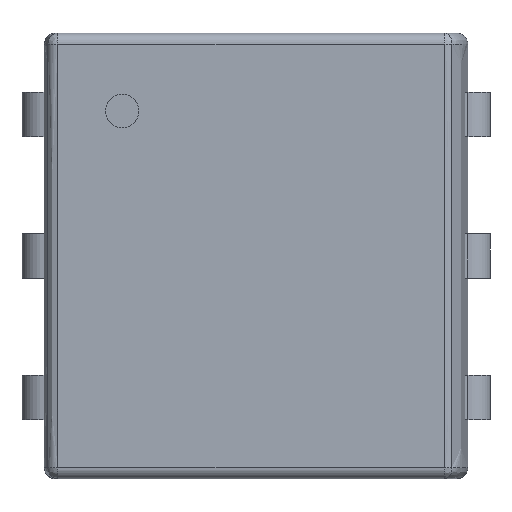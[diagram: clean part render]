
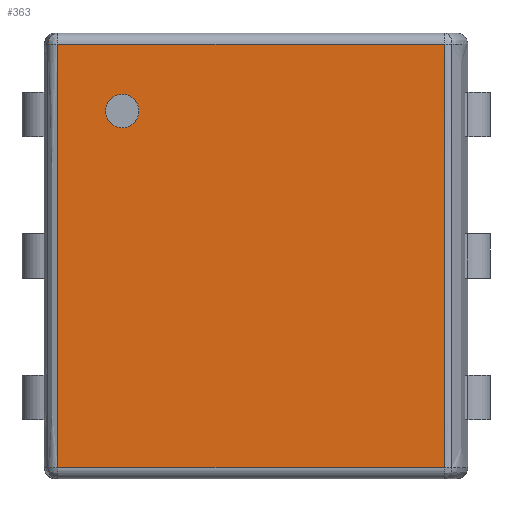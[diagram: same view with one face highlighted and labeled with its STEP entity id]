
A CAD part, top view. The second image highlights one B-rep face of the part: STEP entity #363.
In plain terms, the highlighted planar face has unit normal (0, 0, 1).
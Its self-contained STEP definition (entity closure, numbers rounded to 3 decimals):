
#33 = DIRECTION ( 'NONE',  ( -1., 0., 0. ) ) ;
#142 = CARTESIAN_POINT ( 'NONE',  ( 3.591, -3.9, 1.4 ) ) ;
#193 = CARTESIAN_POINT ( 'NONE',  ( 1.9, -3.9, 1.4 ) ) ;
#320 = LINE ( 'NONE', #5769, #3534 ) ;
#363 = ADVANCED_FACE ( 'NONE', ( #4340, #1279 ), #2587, .T. ) ;
#642 = VERTEX_POINT ( 'NONE', #2487 ) ;
#648 = CARTESIAN_POINT ( 'NONE',  ( 1.9, -2., 1.4 ) ) ;
#995 = ORIENTED_EDGE ( 'NONE', *, *, #5918, .T. ) ;
#1173 = EDGE_LOOP ( 'NONE', ( #3596, #1529 ) ) ;
#1279 = FACE_BOUND ( 'NONE', #1173, .T. ) ;
#1330 = CARTESIAN_POINT ( 'NONE',  ( 0.12, -2., 1.4 ) ) ;
#1529 = ORIENTED_EDGE ( 'NONE', *, *, #1847, .T. ) ;
#1716 = VECTOR ( 'NONE', #5304, 1000. ) ;
#1751 = AXIS2_PLACEMENT_3D ( 'NONE', #4983, #7495, #33 ) ;
#1847 = EDGE_CURVE ( 'NONE', #642, #7823, #4488, .T. ) ;
#1930 = DIRECTION ( 'NONE',  ( 0., 0., 1. ) ) ;
#2171 = ORIENTED_EDGE ( 'NONE', *, *, #6821, .T. ) ;
#2307 = LINE ( 'NONE', #6150, #6877 ) ;
#2308 = ORIENTED_EDGE ( 'NONE', *, *, #5357, .T. ) ;
#2416 = VERTEX_POINT ( 'NONE', #2645 ) ;
#2487 = CARTESIAN_POINT ( 'NONE',  ( 0.85, -0.7, 1.4 ) ) ;
#2587 = PLANE ( 'NONE',  #6797 ) ;
#2645 = CARTESIAN_POINT ( 'NONE',  ( 0.12, -3.9, 1.4 ) ) ;
#2686 = DIRECTION ( 'NONE',  ( -1., 0., 0. ) ) ;
#2953 = AXIS2_PLACEMENT_3D ( 'NONE', #4852, #4037, #6521 ) ;
#3453 = VERTEX_POINT ( 'NONE', #142 ) ;
#3479 = ORIENTED_EDGE ( 'NONE', *, *, #6421, .T. ) ;
#3534 = VECTOR ( 'NONE', #2686, 1000. ) ;
#3596 = ORIENTED_EDGE ( 'NONE', *, *, #3688, .T. ) ;
#3688 = EDGE_CURVE ( 'NONE', #7823, #642, #7124, .T. ) ;
#3892 = DIRECTION ( 'NONE',  ( 1., 0., 0. ) ) ;
#3934 = LINE ( 'NONE', #193, #1716 ) ;
#4037 = DIRECTION ( 'NONE',  ( 0., 0., -1. ) ) ;
#4047 = VECTOR ( 'NONE', #4357, 1000. ) ;
#4340 = FACE_OUTER_BOUND ( 'NONE', #6461, .T. ) ;
#4357 = DIRECTION ( 'NONE',  ( 0., -1., 0. ) ) ;
#4379 = CARTESIAN_POINT ( 'NONE',  ( 0.12, -0.1, 1.4 ) ) ;
#4488 = CIRCLE ( 'NONE', #1751, 0.15 ) ;
#4852 = CARTESIAN_POINT ( 'NONE',  ( 0.7, -0.7, 1.4 ) ) ;
#4983 = CARTESIAN_POINT ( 'NONE',  ( 0.7, -0.7, 1.4 ) ) ;
#5256 = VERTEX_POINT ( 'NONE', #7089 ) ;
#5304 = DIRECTION ( 'NONE',  ( 1., 0., 0. ) ) ;
#5357 = EDGE_CURVE ( 'NONE', #3453, #5256, #2307, .T. ) ;
#5769 = CARTESIAN_POINT ( 'NONE',  ( 1.9, -0.1, 1.4 ) ) ;
#5918 = EDGE_CURVE ( 'NONE', #2416, #3453, #3934, .T. ) ;
#6150 = CARTESIAN_POINT ( 'NONE',  ( 3.591, -2., 1.4 ) ) ;
#6421 = EDGE_CURVE ( 'NONE', #8064, #2416, #6908, .T. ) ;
#6461 = EDGE_LOOP ( 'NONE', ( #995, #2308, #2171, #3479 ) ) ;
#6521 = DIRECTION ( 'NONE',  ( -1., 0., 0. ) ) ;
#6797 = AXIS2_PLACEMENT_3D ( 'NONE', #648, #1930, #3892 ) ;
#6821 = EDGE_CURVE ( 'NONE', #5256, #8064, #320, .T. ) ;
#6877 = VECTOR ( 'NONE', #8079, 1000. ) ;
#6908 = LINE ( 'NONE', #1330, #4047 ) ;
#7089 = CARTESIAN_POINT ( 'NONE',  ( 3.591, -0.1, 1.4 ) ) ;
#7124 = CIRCLE ( 'NONE', #2953, 0.15 ) ;
#7495 = DIRECTION ( 'NONE',  ( 0., 0., -1. ) ) ;
#7823 = VERTEX_POINT ( 'NONE', #7915 ) ;
#7915 = CARTESIAN_POINT ( 'NONE',  ( 0.55, -0.7, 1.4 ) ) ;
#8064 = VERTEX_POINT ( 'NONE', #4379 ) ;
#8079 = DIRECTION ( 'NONE',  ( 0., 1., 0. ) ) ;
